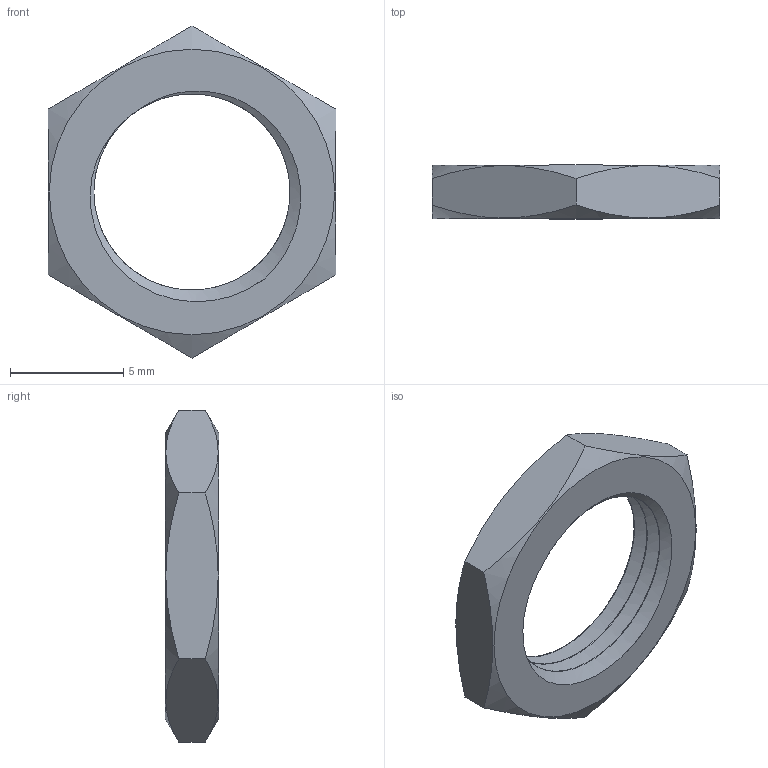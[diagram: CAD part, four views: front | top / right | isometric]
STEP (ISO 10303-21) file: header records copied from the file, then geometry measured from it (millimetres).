
FILE_DESCRIPTION((''),'2;1');
FILE_NAME('17050-69602_3-8_32','2016-01-04T',('RICKB'),('Bourns, Inc.'),'PRO/ENGINEER BY PARAMETRIC TECHNOLOGY CORPORATION, 2012230','PRO/ENGINEER BY PARAMETRIC TECHNOLOGY CORPORATION, 2012230','');
FILE_SCHEMA(('CONFIG_CONTROL_DESIGN'));
Length unit declared in the file: inch
Products named in the file (1): 17050-69602_3-8_32
Bounding box: 12.69 x 2.36 x 14.66 mm (x, y, z)
Volume: 163.9 mm3; surface area: 367.6 mm2
Topology: 1 solids, 1 shells, 22 faces, 59 edges, 39 vertices
Faces by surface type: plane 8, cylinder 6, bspline 4, cone 4
Entity records: 1763 total; most frequent: CARTESIAN_POINT 1242, ORIENTED_EDGE 118, DIRECTION 65, EDGE_CURVE 59, VERTEX_POINT 39, B_SPLINE_CURVE_WITH_KNOTS 36, AXIS2_PLACEMENT_3D 24, EDGE_LOOP 24
